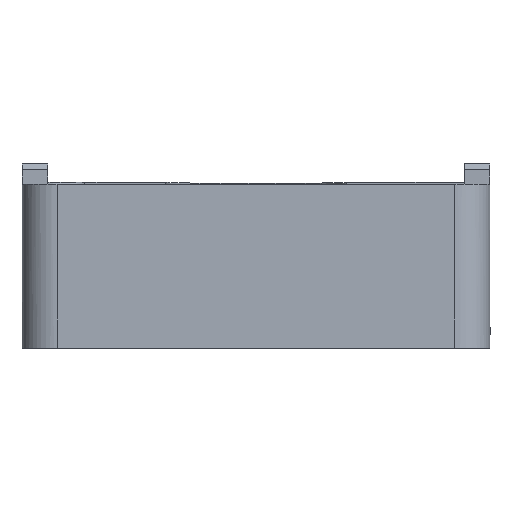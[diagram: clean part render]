
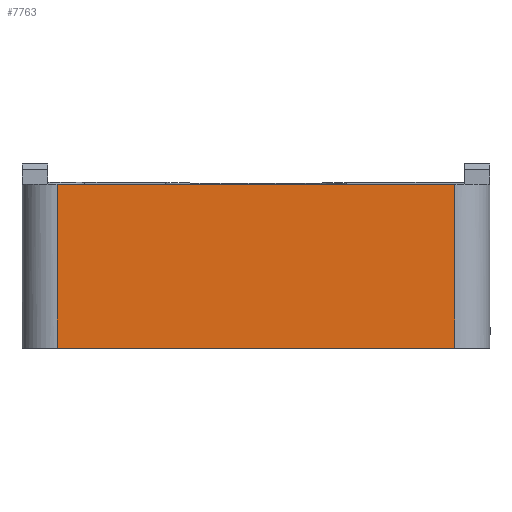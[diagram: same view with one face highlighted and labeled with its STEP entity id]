
A CAD part, front view. The second image highlights one B-rep face of the part: STEP entity #7763.
In plain terms, the highlighted planar face has unit normal (0, -1, 0.018).
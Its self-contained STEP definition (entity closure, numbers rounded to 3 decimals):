
#560 = VECTOR ( 'NONE', #6734, 1000. ) ;
#1280 = DIRECTION ( 'NONE',  ( 0., 0.017, 1. ) ) ;
#1394 = LINE ( 'NONE', #9034, #6438 ) ;
#1756 = VECTOR ( 'NONE', #8640, 1000. ) ;
#1957 = LINE ( 'NONE', #9874, #1756 ) ;
#2138 = FACE_OUTER_BOUND ( 'NONE', #2927, .T. ) ;
#2239 = PLANE ( 'NONE',  #3164 ) ;
#2333 = CARTESIAN_POINT ( 'NONE',  ( 0., -18.756, 7. ) ) ;
#2345 = ORIENTED_EDGE ( 'NONE', *, *, #2906, .F. ) ;
#2596 = ORIENTED_EDGE ( 'NONE', *, *, #10569, .T. ) ;
#2906 = EDGE_CURVE ( 'NONE', #9395, #6422, #1394, .T. ) ;
#2927 = EDGE_LOOP ( 'NONE', ( #2596, #4747, #8066, #2345 ) ) ;
#3164 = AXIS2_PLACEMENT_3D ( 'NONE', #9275, #4765, #3968 ) ;
#3311 = CARTESIAN_POINT ( 'NONE',  ( 17., -18.811, 3.83 ) ) ;
#3968 = DIRECTION ( 'NONE',  ( 0., 0.017, 1. ) ) ;
#4555 = EDGE_CURVE ( 'NONE', #7475, #6255, #11137, .T. ) ;
#4747 = ORIENTED_EDGE ( 'NONE', *, *, #4555, .F. ) ;
#4765 = DIRECTION ( 'NONE',  ( 0., 1., -0.017 ) ) ;
#5141 = LINE ( 'NONE', #2333, #8094 ) ;
#6255 = VERTEX_POINT ( 'NONE', #10214 ) ;
#6422 = VERTEX_POINT ( 'NONE', #7636 ) ;
#6438 = VECTOR ( 'NONE', #1280, 1000. ) ;
#6734 = DIRECTION ( 'NONE',  ( 0., -0.017, -1. ) ) ;
#6842 = DIRECTION ( 'NONE',  ( 1., 0., 0. ) ) ;
#7475 = VERTEX_POINT ( 'NONE', #7737 ) ;
#7636 = CARTESIAN_POINT ( 'NONE',  ( -17., -18.756, 7. ) ) ;
#7737 = CARTESIAN_POINT ( 'NONE',  ( 17., -18.756, 7. ) ) ;
#7763 = ADVANCED_FACE ( 'NONE', ( #2138 ), #2239, .F. ) ;
#8066 = ORIENTED_EDGE ( 'NONE', *, *, #9503, .F. ) ;
#8094 = VECTOR ( 'NONE', #6842, 1000. ) ;
#8640 = DIRECTION ( 'NONE',  ( 1., 0., 0. ) ) ;
#9034 = CARTESIAN_POINT ( 'NONE',  ( -17., -18.817, 3.499 ) ) ;
#9178 = CARTESIAN_POINT ( 'NONE',  ( -17., -19., -7. ) ) ;
#9275 = CARTESIAN_POINT ( 'NONE',  ( 0., -18.756, 7. ) ) ;
#9395 = VERTEX_POINT ( 'NONE', #9178 ) ;
#9503 = EDGE_CURVE ( 'NONE', #6422, #7475, #5141, .T. ) ;
#9874 = CARTESIAN_POINT ( 'NONE',  ( 0., -19., -7. ) ) ;
#10214 = CARTESIAN_POINT ( 'NONE',  ( 17., -19., -7. ) ) ;
#10569 = EDGE_CURVE ( 'NONE', #9395, #6255, #1957, .T. ) ;
#11137 = LINE ( 'NONE', #3311, #560 ) ;
